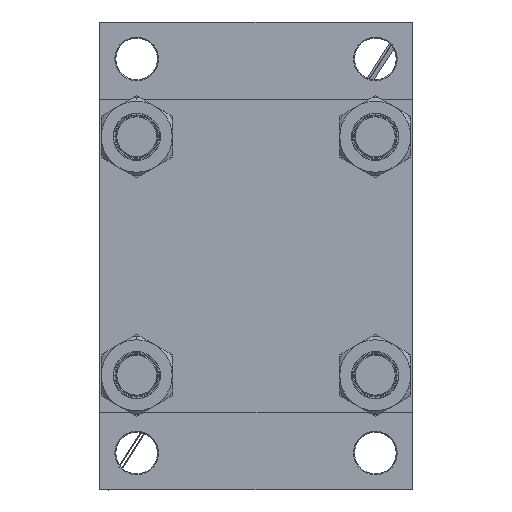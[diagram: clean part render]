
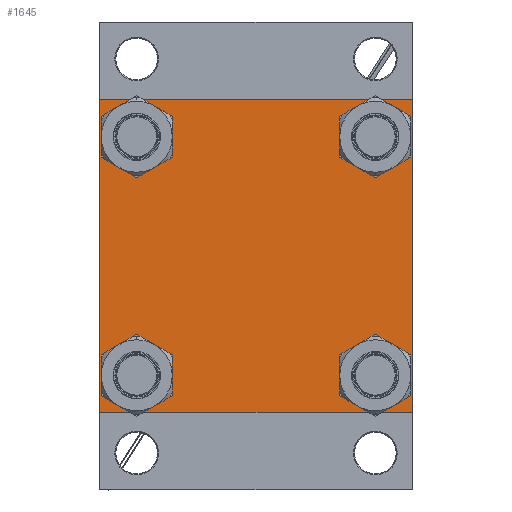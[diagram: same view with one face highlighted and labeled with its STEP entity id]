
A CAD part, left-side view. The second image highlights one B-rep face of the part: STEP entity #1645.
In plain terms, the highlighted planar face has unit normal (-1, 0, 0).
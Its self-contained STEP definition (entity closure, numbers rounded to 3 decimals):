
#315 = DIRECTION ( 'NONE',  ( 0., -0.707, -0.707 ) ) ;
#1114 = EDGE_LOOP ( 'NONE', ( #22452, #42081 ) ) ;
#1408 = EDGE_LOOP ( 'NONE', ( #7477, #23329 ) ) ;
#1645 = ADVANCED_FACE ( 'NONE', ( #23902, #1832, #16638, #43725, #2787 ), #39598, .T. ) ;
#1832 = FACE_BOUND ( 'NONE', #1114, .T. ) ;
#1943 = ORIENTED_EDGE ( 'NONE', *, *, #21615, .F. ) ;
#2417 = ORIENTED_EDGE ( 'NONE', *, *, #20297, .T. ) ;
#2787 = FACE_OUTER_BOUND ( 'NONE', #29207, .T. ) ;
#3330 = CARTESIAN_POINT ( 'NONE',  ( 0., -62.95, -74.45 ) ) ;
#3725 = EDGE_CURVE ( 'NONE', #13350, #7462, #27776, .T. ) ;
#3835 = DIRECTION ( 'NONE',  ( 1., 0., 0. ) ) ;
#4580 = DIRECTION ( 'NONE',  ( 0., 0., 1. ) ) ;
#5068 = AXIS2_PLACEMENT_3D ( 'NONE', #23441, #41112, #41830 ) ;
#5484 = DIRECTION ( 'NONE',  ( 0., 0., 1. ) ) ;
#6197 = AXIS2_PLACEMENT_3D ( 'NONE', #23248, #7770, #4580 ) ;
#6571 = EDGE_CURVE ( 'NONE', #9316, #47138, #36708, .T. ) ;
#7148 = ORIENTED_EDGE ( 'NONE', *, *, #45629, .F. ) ;
#7462 = VERTEX_POINT ( 'NONE', #9328 ) ;
#7477 = ORIENTED_EDGE ( 'NONE', *, *, #39674, .T. ) ;
#7770 = DIRECTION ( 'NONE',  ( 1., 0., 0. ) ) ;
#7797 = CARTESIAN_POINT ( 'NONE',  ( 0., 82., 82.5 ) ) ;
#8166 = EDGE_CURVE ( 'NONE', #10402, #13926, #17090, .T. ) ;
#8446 = VECTOR ( 'NONE', #315, 1000. ) ;
#8473 = VERTEX_POINT ( 'NONE', #39510 ) ;
#8493 = EDGE_CURVE ( 'NONE', #23833, #9520, #17027, .T. ) ;
#8902 = DIRECTION ( 'NONE',  ( 1., 0., 0. ) ) ;
#9147 = DIRECTION ( 'NONE',  ( 1., 0., 0. ) ) ;
#9224 = CARTESIAN_POINT ( 'NONE',  ( 0., -82.25, -82.25 ) ) ;
#9305 = LINE ( 'NONE', #42701, #19126 ) ;
#9316 = VERTEX_POINT ( 'NONE', #10490 ) ;
#9328 = CARTESIAN_POINT ( 'NONE',  ( 0., -82., 82.5 ) ) ;
#9520 = VERTEX_POINT ( 'NONE', #31737 ) ;
#9557 = CARTESIAN_POINT ( 'NONE',  ( 0., 62.95, -74.45 ) ) ;
#10090 = DIRECTION ( 'NONE',  ( -1., 0., 0. ) ) ;
#10402 = VERTEX_POINT ( 'NONE', #7797 ) ;
#10490 = CARTESIAN_POINT ( 'NONE',  ( 0., -62.95, -51.45 ) ) ;
#10902 = EDGE_CURVE ( 'NONE', #47138, #9316, #32087, .T. ) ;
#11199 = AXIS2_PLACEMENT_3D ( 'NONE', #21778, #17901, #17429 ) ;
#12351 = AXIS2_PLACEMENT_3D ( 'NONE', #45658, #8902, #12781 ) ;
#12621 = LINE ( 'NONE', #9224, #23724 ) ;
#12781 = DIRECTION ( 'NONE',  ( 0., 0., 1. ) ) ;
#13350 = VERTEX_POINT ( 'NONE', #47451 ) ;
#13926 = VERTEX_POINT ( 'NONE', #32619 ) ;
#13942 = DIRECTION ( 'NONE',  ( 0., 0.707, -0.707 ) ) ;
#14630 = CARTESIAN_POINT ( 'NONE',  ( 0., -62.95, 62.95 ) ) ;
#14736 = CIRCLE ( 'NONE', #6197, 11.5 ) ;
#15281 = CARTESIAN_POINT ( 'NONE',  ( 0., 82.5, 82.5 ) ) ;
#15843 = AXIS2_PLACEMENT_3D ( 'NONE', #37023, #3835, #33392 ) ;
#15999 = ORIENTED_EDGE ( 'NONE', *, *, #20942, .T. ) ;
#16037 = VERTEX_POINT ( 'NONE', #22860 ) ;
#16199 = CARTESIAN_POINT ( 'NONE',  ( 0., -82.5, 82.5 ) ) ;
#16638 = FACE_BOUND ( 'NONE', #34355, .T. ) ;
#16678 = DIRECTION ( 'NONE',  ( 0., 0., -1. ) ) ;
#17027 = LINE ( 'NONE', #21623, #46004 ) ;
#17090 = LINE ( 'NONE', #21443, #32157 ) ;
#17102 = CARTESIAN_POINT ( 'NONE',  ( 0., -62.95, -62.95 ) ) ;
#17429 = DIRECTION ( 'NONE',  ( 0., 0., 1. ) ) ;
#17901 = DIRECTION ( 'NONE',  ( 1., 0., 0. ) ) ;
#18131 = CIRCLE ( 'NONE', #11199, 11.5 ) ;
#18347 = VECTOR ( 'NONE', #44779, 1000. ) ;
#18481 = VERTEX_POINT ( 'NONE', #45700 ) ;
#18759 = DIRECTION ( 'NONE',  ( 0., 0., 1. ) ) ;
#19126 = VECTOR ( 'NONE', #19968, 1000. ) ;
#19968 = DIRECTION ( 'NONE',  ( 0., -1., 0. ) ) ;
#20042 = VERTEX_POINT ( 'NONE', #41515 ) ;
#20297 = EDGE_CURVE ( 'NONE', #18481, #23833, #23305, .T. ) ;
#20942 = EDGE_CURVE ( 'NONE', #39056, #8473, #35524, .T. ) ;
#21443 = CARTESIAN_POINT ( 'NONE',  ( 0., 82.25, 82.25 ) ) ;
#21615 = EDGE_CURVE ( 'NONE', #13350, #27419, #35765, .T. ) ;
#21623 = CARTESIAN_POINT ( 'NONE',  ( 0., 82.5, -82.5 ) ) ;
#21778 = CARTESIAN_POINT ( 'NONE',  ( 0., 62.95, 62.95 ) ) ;
#22445 = VECTOR ( 'NONE', #16678, 1000. ) ;
#22452 = ORIENTED_EDGE ( 'NONE', *, *, #6571, .T. ) ;
#22660 = AXIS2_PLACEMENT_3D ( 'NONE', #47548, #10090, #39362 ) ;
#22860 = CARTESIAN_POINT ( 'NONE',  ( 0., -62.95, 74.45 ) ) ;
#23248 = CARTESIAN_POINT ( 'NONE',  ( 0., 62.95, -62.95 ) ) ;
#23305 = LINE ( 'NONE', #33480, #8446 ) ;
#23329 = ORIENTED_EDGE ( 'NONE', *, *, #37191, .T. ) ;
#23441 = CARTESIAN_POINT ( 'NONE',  ( 0., -62.95, 62.95 ) ) ;
#23724 = VECTOR ( 'NONE', #23755, 1000. ) ;
#23755 = DIRECTION ( 'NONE',  ( 0., -0.707, 0.707 ) ) ;
#23833 = VERTEX_POINT ( 'NONE', #27524 ) ;
#23902 = FACE_BOUND ( 'NONE', #38297, .T. ) ;
#23942 = ORIENTED_EDGE ( 'NONE', *, *, #3725, .T. ) ;
#25533 = EDGE_CURVE ( 'NONE', #8473, #39056, #14736, .T. ) ;
#25712 = ORIENTED_EDGE ( 'NONE', *, *, #45820, .T. ) ;
#27348 = VECTOR ( 'NONE', #41822, 1000. ) ;
#27419 = VERTEX_POINT ( 'NONE', #44835 ) ;
#27524 = CARTESIAN_POINT ( 'NONE',  ( 0., 82., -82.5 ) ) ;
#27537 = CARTESIAN_POINT ( 'NONE',  ( 0., 62.95, 62.95 ) ) ;
#27776 = LINE ( 'NONE', #31172, #27348 ) ;
#28636 = DIRECTION ( 'NONE',  ( 0., -1., 0. ) ) ;
#29136 = DIRECTION ( 'NONE',  ( 1., 0., 0. ) ) ;
#29207 = EDGE_LOOP ( 'NONE', ( #33148, #2417, #37706, #47346, #1943, #23942, #7148, #35889 ) ) ;
#29377 = DIRECTION ( 'NONE',  ( 0., 0., 1. ) ) ;
#30026 = VERTEX_POINT ( 'NONE', #32450 ) ;
#30442 = CIRCLE ( 'NONE', #46619, 11.5 ) ;
#30763 = CARTESIAN_POINT ( 'NONE',  ( 0., 62.95, 51.45 ) ) ;
#31172 = CARTESIAN_POINT ( 'NONE',  ( 0., -82.25, 82.25 ) ) ;
#31499 = CIRCLE ( 'NONE', #44614, 11.5 ) ;
#31737 = CARTESIAN_POINT ( 'NONE',  ( 0., -82., -82.5 ) ) ;
#31855 = DIRECTION ( 'NONE',  ( 1., 0., 0. ) ) ;
#32087 = CIRCLE ( 'NONE', #38247, 11.5 ) ;
#32157 = VECTOR ( 'NONE', #13942, 1000. ) ;
#32450 = CARTESIAN_POINT ( 'NONE',  ( 0., -62.95, 51.45 ) ) ;
#32619 = CARTESIAN_POINT ( 'NONE',  ( 0., 82.5, 82. ) ) ;
#33148 = ORIENTED_EDGE ( 'NONE', *, *, #46093, .T. ) ;
#33326 = ORIENTED_EDGE ( 'NONE', *, *, #42962, .T. ) ;
#33392 = DIRECTION ( 'NONE',  ( 0., 0., 1. ) ) ;
#33480 = CARTESIAN_POINT ( 'NONE',  ( 0., 82.25, -82.25 ) ) ;
#34355 = EDGE_LOOP ( 'NONE', ( #36620, #15999 ) ) ;
#35524 = CIRCLE ( 'NONE', #12351, 11.5 ) ;
#35765 = LINE ( 'NONE', #16199, #22445 ) ;
#35889 = ORIENTED_EDGE ( 'NONE', *, *, #8166, .T. ) ;
#36620 = ORIENTED_EDGE ( 'NONE', *, *, #25533, .T. ) ;
#36708 = CIRCLE ( 'NONE', #15843, 11.5 ) ;
#37023 = CARTESIAN_POINT ( 'NONE',  ( 0., -62.95, -62.95 ) ) ;
#37191 = EDGE_CURVE ( 'NONE', #40679, #20042, #30442, .T. ) ;
#37287 = LINE ( 'NONE', #15281, #18347 ) ;
#37706 = ORIENTED_EDGE ( 'NONE', *, *, #8493, .T. ) ;
#38247 = AXIS2_PLACEMENT_3D ( 'NONE', #17102, #31855, #18759 ) ;
#38297 = EDGE_LOOP ( 'NONE', ( #33326, #25712 ) ) ;
#39056 = VERTEX_POINT ( 'NONE', #9557 ) ;
#39362 = DIRECTION ( 'NONE',  ( 0., 0., 1. ) ) ;
#39510 = CARTESIAN_POINT ( 'NONE',  ( 0., 62.95, -51.45 ) ) ;
#39598 = PLANE ( 'NONE',  #22660 ) ;
#39674 = EDGE_CURVE ( 'NONE', #20042, #40679, #18131, .T. ) ;
#40679 = VERTEX_POINT ( 'NONE', #30763 ) ;
#41112 = DIRECTION ( 'NONE',  ( 1., 0., 0. ) ) ;
#41515 = CARTESIAN_POINT ( 'NONE',  ( 0., 62.95, 74.45 ) ) ;
#41822 = DIRECTION ( 'NONE',  ( 0., 0.707, 0.707 ) ) ;
#41830 = DIRECTION ( 'NONE',  ( 0., 0., 1. ) ) ;
#42081 = ORIENTED_EDGE ( 'NONE', *, *, #10902, .T. ) ;
#42701 = CARTESIAN_POINT ( 'NONE',  ( 0., 82.5, 82.5 ) ) ;
#42962 = EDGE_CURVE ( 'NONE', #16037, #30026, #46792, .T. ) ;
#43725 = FACE_BOUND ( 'NONE', #1408, .T. ) ;
#44545 = EDGE_CURVE ( 'NONE', #9520, #27419, #12621, .T. ) ;
#44614 = AXIS2_PLACEMENT_3D ( 'NONE', #14630, #29136, #29377 ) ;
#44779 = DIRECTION ( 'NONE',  ( 0., 0., -1. ) ) ;
#44835 = CARTESIAN_POINT ( 'NONE',  ( 0., -82.5, -82. ) ) ;
#45629 = EDGE_CURVE ( 'NONE', #10402, #7462, #9305, .T. ) ;
#45658 = CARTESIAN_POINT ( 'NONE',  ( 0., 62.95, -62.95 ) ) ;
#45700 = CARTESIAN_POINT ( 'NONE',  ( 0., 82.5, -82. ) ) ;
#45820 = EDGE_CURVE ( 'NONE', #30026, #16037, #31499, .T. ) ;
#46004 = VECTOR ( 'NONE', #28636, 1000. ) ;
#46093 = EDGE_CURVE ( 'NONE', #13926, #18481, #37287, .T. ) ;
#46619 = AXIS2_PLACEMENT_3D ( 'NONE', #27537, #9147, #5484 ) ;
#46792 = CIRCLE ( 'NONE', #5068, 11.5 ) ;
#47138 = VERTEX_POINT ( 'NONE', #3330 ) ;
#47346 = ORIENTED_EDGE ( 'NONE', *, *, #44545, .T. ) ;
#47451 = CARTESIAN_POINT ( 'NONE',  ( 0., -82.5, 82. ) ) ;
#47548 = CARTESIAN_POINT ( 'NONE',  ( 0., 0., 0. ) ) ;
